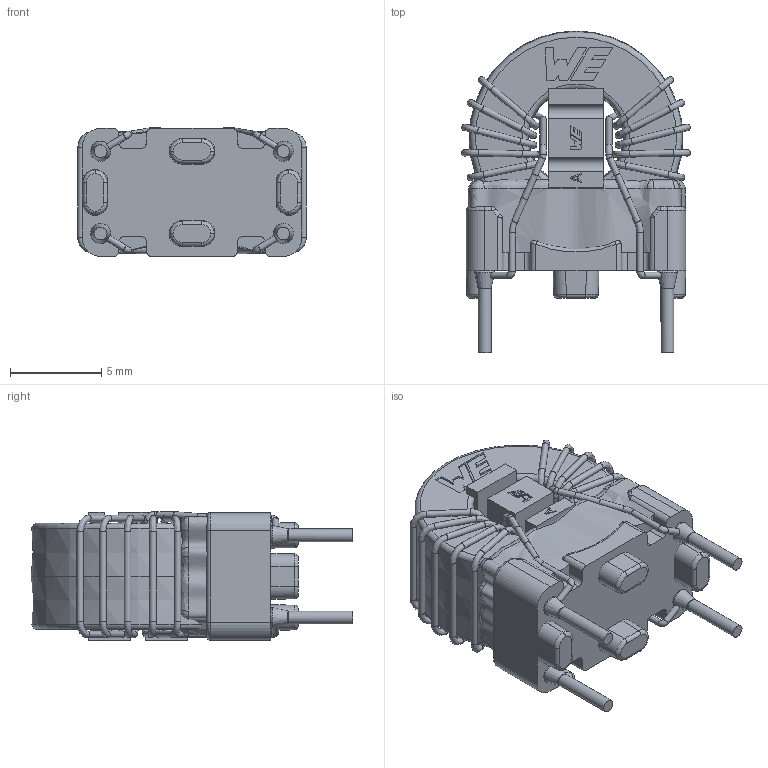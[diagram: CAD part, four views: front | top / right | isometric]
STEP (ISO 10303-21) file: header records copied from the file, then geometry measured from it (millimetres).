
FILE_DESCRIPTION(/* description */ ('Unknown'),/* implementation_level */ '2;1');
FILE_NAME(/* name */ '7448013501',/* time_stamp */ '2023-11-10T09:10:02+01:00',/* author */ ('Unknown'),/* organization */ ('Unknown'),/* preprocessor_version */ 'ST-DEVELOPER v16.7',/* originating_system */ 'Solid Edge',/* authorisation */ 'Unknown');
FILE_SCHEMA (('AUTOMOTIVE_DESIGN {1 0 10303 214 3 1 1}'));
Length unit declared in the file: millimetre
Products named in the file (10): 7448013501; Base; Case; CASE-T1006-2A; CORE-M3578-05; CASE-T1006-2B; turns; Solderpoint; Spacer; Glue
Assembly tree (9 placements, depth 3):
  7448013501
    Base
    Case
      CASE-T1006-2A
      CORE-M3578-05
      CASE-T1006-2B
    turns
    Solderpoint
    Spacer
    Glue
Bounding box: 12.51 x 17.61 x 7.04 mm (x, y, z)
Volume: 878.6 mm3; surface area: 2505.2 mm2
Topology: 20 solids, 20 shells, 564 faces, 1336 edges, 821 vertices
Faces by surface type: plane 196, cylinder 177, torus 91, bspline 86, cone 14
Full cylindrical faces by diameter (mm): 0.35 x58, 0.7 x4, 6.1 x2, 6.5 x1, 9.8 x1, 10.2 x2, 11 x2
Entity records: 25004 total; most frequent: CARTESIAN_POINT 11720, ORIENTED_EDGE 2308, DIRECTION 2301, EDGE_CURVE 1154, AXIS2_PLACEMENT_3D 904, VERTEX_POINT 793, EDGE_LOOP 735, FACE_BOUND 735
